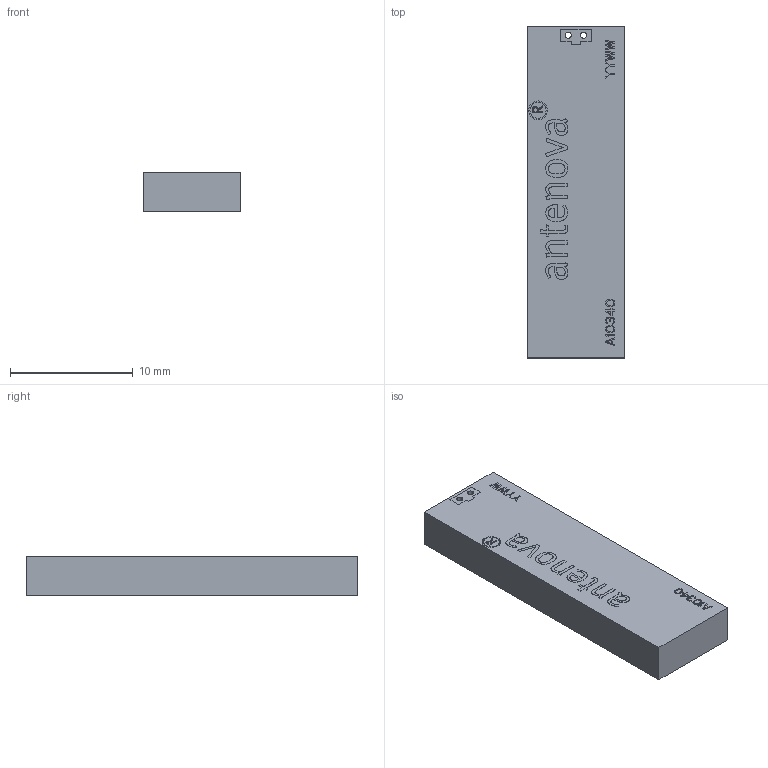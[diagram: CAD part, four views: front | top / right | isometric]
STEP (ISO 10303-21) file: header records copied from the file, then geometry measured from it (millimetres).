
FILE_DESCRIPTION(('FreeCAD Model'),'2;1');
FILE_NAME( 'Antenova_A10340.stp', '2019-10-22T12:09:16',('Author'),(''), 'Open CASCADE STEP processor 7.3','FreeCAD','Unknown');
FILE_SCHEMA(('AUTOMOTIVE_DESIGN { 1 0 10303 214 1 1 1 1 }'));
Length unit declared in the file: millimetre
Products named in the file (1): AN-1-0855-C
Bounding box: 7.92 x 27.01 x 3.22 mm (x, y, z)
Volume: 683.5 mm3; surface area: 662.3 mm2
Topology: 1 solids, 1 shells, 568 faces, 1590 edges, 1060 vertices
Faces by surface type: plane 358, extrusion 202, cylinder 8
Entity records: 44966 total; most frequent: CARTESIAN_POINT 11249, DIRECTION 4504, VECTOR 3728, LINE 3526, ORIENTED_EDGE 3180, PCURVE 3180, DEFINITIONAL_REPRESENTATION 3180, EDGE_CURVE 1590
